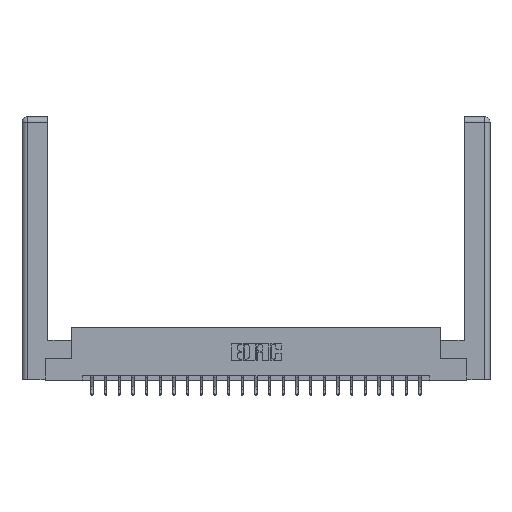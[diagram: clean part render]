
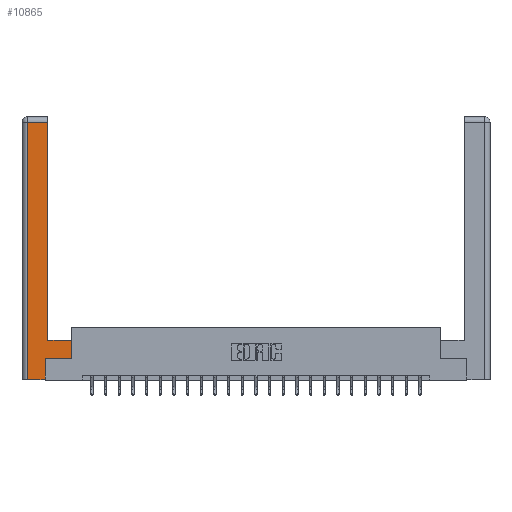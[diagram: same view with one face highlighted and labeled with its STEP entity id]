
A CAD part, top view. The second image highlights one B-rep face of the part: STEP entity #10865.
In plain terms, the highlighted planar face has unit normal (0, 0, 1).
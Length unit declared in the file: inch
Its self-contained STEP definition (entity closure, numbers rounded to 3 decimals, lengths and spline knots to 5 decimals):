
#168 = CARTESIAN_POINT ( 'NONE',  ( 0.565, 0.45, 0. ) ) ;
#882 = VECTOR ( 'NONE', #4544, 39.37008 ) ;
#958 = CARTESIAN_POINT ( 'NONE',  ( 0.0615, 0., 0. ) ) ;
#1122 = VERTEX_POINT ( 'NONE', #10533 ) ;
#1314 = LINE ( 'NONE', #2080, #23775 ) ;
#1858 = ORIENTED_EDGE ( 'NONE', *, *, #16022, .T. ) ;
#1991 = CARTESIAN_POINT ( 'NONE',  ( 0.295, 2.94, 0. ) ) ;
#2026 = VECTOR ( 'NONE', #17372, 39.37008 ) ;
#2080 = CARTESIAN_POINT ( 'NONE',  ( 0.565, 0.45, 0. ) ) ;
#2180 = VERTEX_POINT ( 'NONE', #13548 ) ;
#2364 = CARTESIAN_POINT ( 'NONE',  ( 0.295, 3., 0. ) ) ;
#2382 = VECTOR ( 'NONE', #5714, 39.37008 ) ;
#2822 = LINE ( 'NONE', #15301, #13775 ) ;
#3220 = LINE ( 'NONE', #11897, #882 ) ;
#3393 = VERTEX_POINT ( 'NONE', #1991 ) ;
#3806 = DIRECTION ( 'NONE',  ( 0., 0., -1. ) ) ;
#4294 = ORIENTED_EDGE ( 'NONE', *, *, #21973, .T. ) ;
#4418 = ORIENTED_EDGE ( 'NONE', *, *, #18872, .T. ) ;
#4526 = AXIS2_PLACEMENT_3D ( 'NONE', #22664, #3806, #17108 ) ;
#4544 = DIRECTION ( 'NONE',  ( 1., 0., 0. ) ) ;
#4588 = LINE ( 'NONE', #958, #17928 ) ;
#4786 = VERTEX_POINT ( 'NONE', #168 ) ;
#5174 = CARTESIAN_POINT ( 'NONE',  ( 0.295, 0.45, 0. ) ) ;
#5714 = DIRECTION ( 'NONE',  ( 1., 0., 0. ) ) ;
#5830 = ORIENTED_EDGE ( 'NONE', *, *, #7140, .T. ) ;
#6372 = CARTESIAN_POINT ( 'NONE',  ( 0.295, 0.45, 0. ) ) ;
#7074 = EDGE_LOOP ( 'NONE', ( #13928, #4418, #5830, #1858, #18471, #24084, #4294, #10503 ) ) ;
#7140 = EDGE_CURVE ( 'NONE', #13593, #2180, #4588, .T. ) ;
#7212 = VECTOR ( 'NONE', #18338, 39.37008 ) ;
#7800 = DIRECTION ( 'NONE',  ( -1., 0., 0. ) ) ;
#8316 = DIRECTION ( 'NONE',  ( -1., 0., 0. ) ) ;
#10503 = ORIENTED_EDGE ( 'NONE', *, *, #16041, .T. ) ;
#10533 = CARTESIAN_POINT ( 'NONE',  ( 0.265, 0.245, 0. ) ) ;
#10865 = ADVANCED_FACE ( 'NONE', ( #21963 ), #13587, .F. ) ;
#11766 = CARTESIAN_POINT ( 'NONE',  ( 0.265, 0., 0. ) ) ;
#11897 = CARTESIAN_POINT ( 'NONE',  ( 0.265, 0., 0. ) ) ;
#12182 = DIRECTION ( 'NONE',  ( 0., -1., 0. ) ) ;
#12273 = LINE ( 'NONE', #20229, #7212 ) ;
#12346 = EDGE_CURVE ( 'NONE', #1122, #13122, #19278, .T. ) ;
#13044 = CARTESIAN_POINT ( 'NONE',  ( 0.0615, 2.94, 0. ) ) ;
#13122 = VERTEX_POINT ( 'NONE', #23098 ) ;
#13147 = EDGE_CURVE ( 'NONE', #23075, #3393, #17742, .T. ) ;
#13548 = CARTESIAN_POINT ( 'NONE',  ( 0.0615, 0., 0. ) ) ;
#13587 = PLANE ( 'NONE',  #4526 ) ;
#13593 = VERTEX_POINT ( 'NONE', #13044 ) ;
#13775 = VECTOR ( 'NONE', #7800, 39.37008 ) ;
#13887 = LINE ( 'NONE', #6372, #14748 ) ;
#13928 = ORIENTED_EDGE ( 'NONE', *, *, #13147, .T. ) ;
#14748 = VECTOR ( 'NONE', #8316, 39.37008 ) ;
#15286 = DIRECTION ( 'NONE',  ( 0., 1., 0. ) ) ;
#15301 = CARTESIAN_POINT ( 'NONE',  ( 0.0615, 2.94, 0. ) ) ;
#16022 = EDGE_CURVE ( 'NONE', #2180, #19752, #3220, .T. ) ;
#16041 = EDGE_CURVE ( 'NONE', #4786, #23075, #13887, .T. ) ;
#17108 = DIRECTION ( 'NONE',  ( -1., 0., 0. ) ) ;
#17372 = DIRECTION ( 'NONE',  ( 0., 1., 0. ) ) ;
#17742 = LINE ( 'NONE', #2364, #2026 ) ;
#17928 = VECTOR ( 'NONE', #12182, 39.37008 ) ;
#18338 = DIRECTION ( 'NONE',  ( 0., 1., 0. ) ) ;
#18471 = ORIENTED_EDGE ( 'NONE', *, *, #23738, .T. ) ;
#18872 = EDGE_CURVE ( 'NONE', #3393, #13593, #2822, .T. ) ;
#19278 = LINE ( 'NONE', #20838, #2382 ) ;
#19752 = VERTEX_POINT ( 'NONE', #11766 ) ;
#20229 = CARTESIAN_POINT ( 'NONE',  ( 0.265, 0.245, 0. ) ) ;
#20838 = CARTESIAN_POINT ( 'NONE',  ( 0.565, 0.245, 0. ) ) ;
#21963 = FACE_OUTER_BOUND ( 'NONE', #7074, .T. ) ;
#21973 = EDGE_CURVE ( 'NONE', #13122, #4786, #1314, .T. ) ;
#22664 = CARTESIAN_POINT ( 'NONE',  ( 0., 0., 0. ) ) ;
#23075 = VERTEX_POINT ( 'NONE', #5174 ) ;
#23098 = CARTESIAN_POINT ( 'NONE',  ( 0.565, 0.245, 0. ) ) ;
#23738 = EDGE_CURVE ( 'NONE', #19752, #1122, #12273, .T. ) ;
#23775 = VECTOR ( 'NONE', #15286, 39.37008 ) ;
#24084 = ORIENTED_EDGE ( 'NONE', *, *, #12346, .T. ) ;
